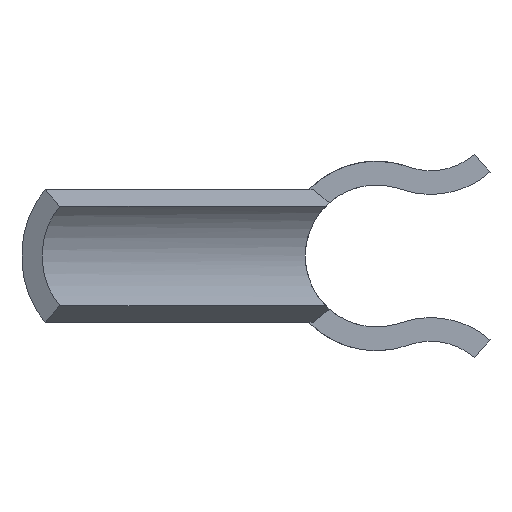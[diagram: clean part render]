
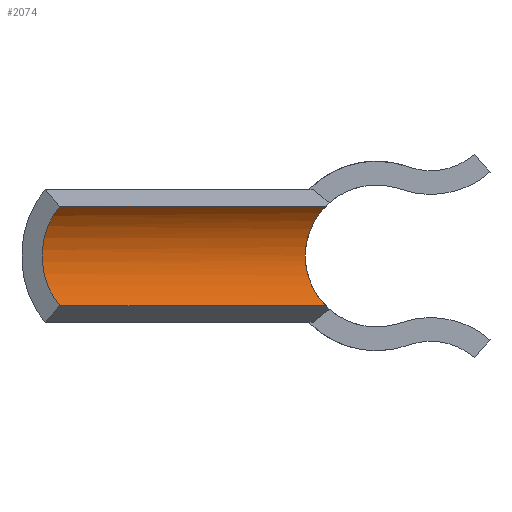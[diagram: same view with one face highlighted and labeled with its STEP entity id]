
A CAD part, front view. The second image highlights one B-rep face of the part: STEP entity #2074.
In plain terms, the highlighted cylindrical face has radius 0.75 mm (diameter 1.5 mm), a partial arc.
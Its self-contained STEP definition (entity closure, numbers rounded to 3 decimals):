
#64 = ORIENTED_EDGE ( 'NONE', *, *, #297, .F. ) ;
#155 = DIRECTION ( 'NONE',  ( 0.866, -0.5, 0. ) ) ;
#227 = CARTESIAN_POINT ( 'NONE',  ( 0., -3.282, 0. ) ) ;
#262 = DIRECTION ( 'NONE',  ( 0.5, 0.866, 0. ) ) ;
#272 = EDGE_CURVE ( 'Defeature ausgef�hrt1_1+Defeature ausgef�hrt1_6+Defeature ausgef�hrt1_17+Defeature ausgef�hrt1_16', #1443, #1726, #2128, .T. ) ;
#297 = EDGE_CURVE ( 'Defeature ausgef�hrt1_17+Defeature ausgef�hrt1_1+Defeature ausgef�hrt1_6+Defeature ausgef�hrt1_0', #1465, #2348, #2008, .T. ) ;
#331 = CARTESIAN_POINT ( 'NONE',  ( -2.878, -8.266, 0. ) ) ;
#349 = CARTESIAN_POINT ( 'NONE',  ( -0.675, -3.101, -0.383 ) ) ;
#359 = CIRCLE ( 'NONE', #360, 0.75 ) ;
#360 = AXIS2_PLACEMENT_3D ( 'NONE', #331, #575, #155 ) ;
#458 = EDGE_LOOP ( 'NONE', ( #64, #1213, #1873, #1751, #1097 ) ) ;
#508 = CYLINDRICAL_SURFACE ( 'NONE', #714, 0.75 ) ;
#575 = DIRECTION ( 'NONE',  ( -0.5, -0.866, 0. ) ) ;
#654 = CARTESIAN_POINT ( 'NONE',  ( -0.464, -3.014, -0.525 ) ) ;
#714 = AXIS2_PLACEMENT_3D ( 'NONE', #227, #939, #1410 ) ;
#862 = CARTESIAN_POINT ( 'NONE',  ( -0.75, -3.081, -0.199 ) ) ;
#939 = DIRECTION ( 'NONE',  ( -0.5, -0.866, 0. ) ) ;
#1075 = CARTESIAN_POINT ( 'NONE',  ( -0.75, -3.081, 0.199 ) ) ;
#1094 = CARTESIAN_POINT ( 'NONE',  ( -0.75, -3.081, 0. ) ) ;
#1097 = ORIENTED_EDGE ( 'NONE', *, *, #1200, .T. ) ;
#1117 = CARTESIAN_POINT ( 'NONE',  ( -0.75, -3.081, 0. ) ) ;
#1200 = EDGE_CURVE ( 'Defeature ausgef�hrt1_1+Defeature ausgef�hrt1_0+Defeature ausgef�hrt1_16+Defeature ausgef�hrt1_17', #2021, #2348, #359, .T. ) ;
#1213 = ORIENTED_EDGE ( 'NONE', *, *, #2335, .T. ) ;
#1294 =( BOUNDED_CURVE ( )  B_SPLINE_CURVE ( 3, ( #1300, #349, #862, #1094 ),
 .UNSPECIFIED., .F., .F. ) 
 B_SPLINE_CURVE_WITH_KNOTS ( ( 4, 4 ),
 ( 5.508, 6.283 ),
 .UNSPECIFIED. ) 
 CURVE ( )  GEOMETRIC_REPRESENTATION_ITEM ( )  RATIONAL_B_SPLINE_CURVE ( ( 1., 0.951, 0.951, 1. ) ) 
 REPRESENTATION_ITEM ( '' )  );
#1300 = CARTESIAN_POINT ( 'NONE',  ( -0.536, -3.138, -0.525 ) ) ;
#1308 = DIRECTION ( 'NONE',  ( -0.5, -0.866, 0. ) ) ;
#1379 = LINE ( 'NONE', #1664, #1897 ) ;
#1381 = VECTOR ( 'NONE', #1308, 1000. ) ;
#1402 = CARTESIAN_POINT ( 'NONE',  ( -3.341, -7.998, 0.525 ) ) ;
#1410 = DIRECTION ( 'NONE',  ( 0.866, -0.5, 0. ) ) ;
#1443 = VERTEX_POINT ( 'NONE', #2037 ) ;
#1465 = VERTEX_POINT ( 'NONE', #2522 ) ;
#1561 = CARTESIAN_POINT ( 'NONE',  ( -0.536, -3.138, 0.525 ) ) ;
#1664 = CARTESIAN_POINT ( 'NONE',  ( -0.464, -3.014, 0.525 ) ) ;
#1726 = VERTEX_POINT ( 'NONE', #2887 ) ;
#1729 = EDGE_CURVE ( 'Defeature ausgef�hrt1_16+Defeature ausgef�hrt1_1+Defeature ausgef�hrt1_0+Defeature ausgef�hrt1_6', #2021, #1726, #1379, .T. ) ;
#1751 = ORIENTED_EDGE ( 'NONE', *, *, #1729, .F. ) ;
#1873 = ORIENTED_EDGE ( 'NONE', *, *, #272, .T. ) ;
#1897 = VECTOR ( 'NONE', #262, 1000. ) ;
#2008 = LINE ( 'NONE', #654, #1381 ) ;
#2020 = CARTESIAN_POINT ( 'NONE',  ( -0.675, -3.101, 0.383 ) ) ;
#2021 = VERTEX_POINT ( 'NONE', #1402 ) ;
#2037 = CARTESIAN_POINT ( 'NONE',  ( -0.75, -3.081, 0. ) ) ;
#2074 = ADVANCED_FACE ( 'Defeature ausgef�hrt1_1', ( #2287 ), #508, .F. ) ;
#2128 =( BOUNDED_CURVE ( )  B_SPLINE_CURVE ( 3, ( #1117, #1075, #2020, #1561 ),
 .UNSPECIFIED., .F., .F. ) 
 B_SPLINE_CURVE_WITH_KNOTS ( ( 4, 4 ),
 ( 0., 0.775 ),
 .UNSPECIFIED. ) 
 CURVE ( )  GEOMETRIC_REPRESENTATION_ITEM ( )  RATIONAL_B_SPLINE_CURVE ( ( 1., 0.951, 0.951, 1. ) ) 
 REPRESENTATION_ITEM ( '' )  );
#2287 = FACE_OUTER_BOUND ( 'NONE', #458, .T. ) ;
#2335 = EDGE_CURVE ( 'Defeature ausgef�hrt1_1+Defeature ausgef�hrt1_6+Defeature ausgef�hrt1_17+Defeature ausgef�hrt1_16', #1465, #1443, #1294, .T. ) ;
#2348 = VERTEX_POINT ( 'NONE', #2717 ) ;
#2522 = CARTESIAN_POINT ( 'NONE',  ( -0.536, -3.138, -0.525 ) ) ;
#2717 = CARTESIAN_POINT ( 'NONE',  ( -3.341, -7.998, -0.525 ) ) ;
#2887 = CARTESIAN_POINT ( 'NONE',  ( -0.536, -3.138, 0.525 ) ) ;
